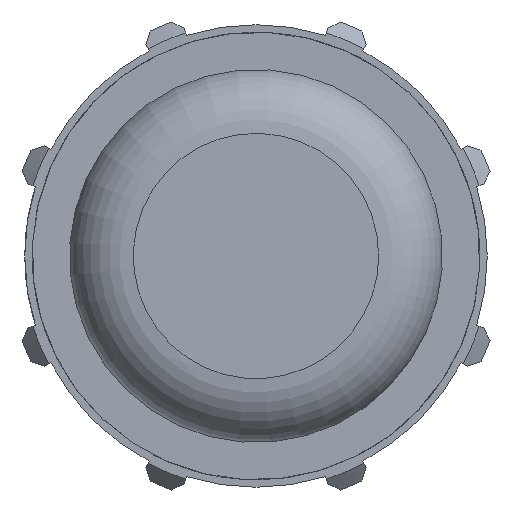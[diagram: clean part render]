
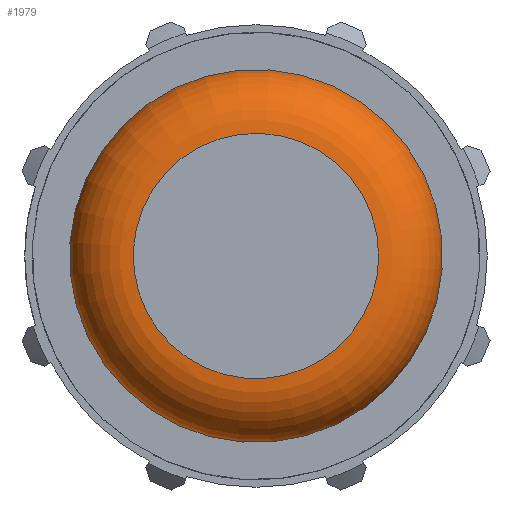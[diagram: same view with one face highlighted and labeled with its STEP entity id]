
A CAD part, left-side view. The second image highlights one B-rep face of the part: STEP entity #1979.
In plain terms, the highlighted toroidal (fillet/blend) face has major radius 37.498 mm and minor radius 19.76 mm.
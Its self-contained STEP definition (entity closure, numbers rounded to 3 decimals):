
#373=TOROIDAL_SURFACE('',#2112,37.498,19.76);
#423=FACE_BOUND('',#581,.T.);
#451=FACE_OUTER_BOUND('',#580,.T.);
#580=EDGE_LOOP('',(#1327));
#581=EDGE_LOOP('',(#1328));
#721=CIRCLE('',#2113,37.498);
#722=CIRCLE('',#2114,57.);
#818=VERTEX_POINT('',#2924);
#819=VERTEX_POINT('',#2926);
#1023=EDGE_CURVE('',#818,#818,#721,.T.);
#1024=EDGE_CURVE('',#819,#819,#722,.T.);
#1327=ORIENTED_EDGE('',*,*,#1023,.T.);
#1328=ORIENTED_EDGE('',*,*,#1024,.F.);
#1979=ADVANCED_FACE('',(#451,#423),#373,.T.);
#2112=AXIS2_PLACEMENT_3D('',#2923,#2351,#2352);
#2113=AXIS2_PLACEMENT_3D('',#2925,#2353,#2354);
#2114=AXIS2_PLACEMENT_3D('',#2927,#2355,#2356);
#2351=DIRECTION('center_axis',(-1.,0.,0.));
#2352=DIRECTION('ref_axis',(0.,1.,0.001));
#2353=DIRECTION('center_axis',(1.,0.,0.));
#2354=DIRECTION('ref_axis',(0.,1.,0.001));
#2355=DIRECTION('center_axis',(1.,0.,0.));
#2356=DIRECTION('ref_axis',(0.,0.,-1.));
#2923=CARTESIAN_POINT('Origin',(19.76,0.,0.));
#2924=CARTESIAN_POINT('',(0.,-37.498,-0.053));
#2925=CARTESIAN_POINT('Origin',(0.,0.,0.));
#2926=CARTESIAN_POINT('',(16.579,32.025,-47.153));
#2927=CARTESIAN_POINT('Origin',(16.579,0.,0.));
